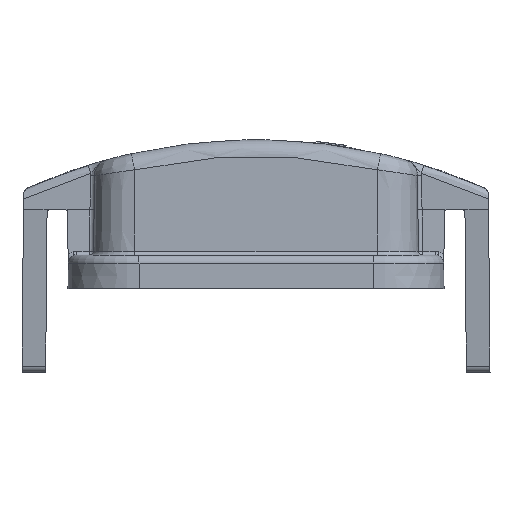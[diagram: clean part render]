
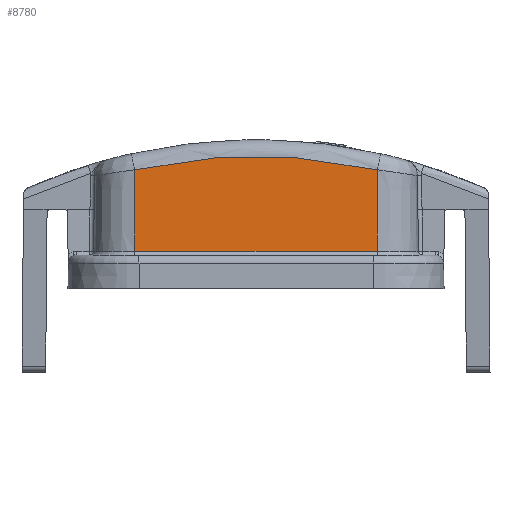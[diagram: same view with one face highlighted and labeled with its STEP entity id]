
A CAD part, front view. The second image highlights one B-rep face of the part: STEP entity #8780.
In plain terms, the highlighted planar face has unit normal (0, -1, 0.014).
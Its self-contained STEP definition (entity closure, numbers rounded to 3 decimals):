
#1090=DIRECTION('',(0.,0.014,1.));
#1091=VECTOR('',#1090,9.768);
#1092=CARTESIAN_POINT('',(57.573,-117.76,4.515));
#1093=LINE('',#1092,#1091);
#1124=DIRECTION('',(1.,0.,0.));
#1125=VECTOR('',#1124,29.145);
#1126=CARTESIAN_POINT('',(28.427,-117.76,4.515));
#1127=LINE('',#1126,#1125);
#1167=DIRECTION('',(0.,-0.014,-1.));
#1168=VECTOR('',#1167,9.768);
#1169=CARTESIAN_POINT('',(28.427,-117.624,14.283));
#1170=LINE('',#1169,#1168);
#1186=CARTESIAN_POINT('',(43.,-118.525,
-50.26));
#1187=DIRECTION('',(0.,1.,-0.014));
#1188=DIRECTION('',(-0.22,0.014,0.975));
#1189=AXIS2_PLACEMENT_3D('',#1186,#1187,#1188);
#6393=CARTESIAN_POINT('',(28.427,-117.624,14.283));
#6394=VERTEX_POINT('',#6393);
#6395=CARTESIAN_POINT('',(57.573,-117.624,14.283));
#6396=VERTEX_POINT('',#6395);
#6397=CARTESIAN_POINT('',(57.573,-117.76,4.515));
#6398=VERTEX_POINT('',#6397);
#6399=CARTESIAN_POINT('',(28.428,-117.76,4.515));
#6400=VERTEX_POINT('',#6399);
#8769=CARTESIAN_POINT('',(26.124,-117.823,0.));
#8770=DIRECTION('',(0.,-1.,0.014));
#8771=DIRECTION('',(1.,0.,0.));
#8772=AXIS2_PLACEMENT_3D('',#8769,#8770,#8771);
#8773=PLANE('',#8772);
#8774=ORIENTED_EDGE('',*,*,#8676,.F.);
#8775=ORIENTED_EDGE('',*,*,#8704,.F.);
#8776=ORIENTED_EDGE('',*,*,#8761,.F.);
#8777=ORIENTED_EDGE('',*,*,#8605,.T.);
#8778=EDGE_LOOP('',(#8774,#8775,#8776,#8777));
#8779=FACE_OUTER_BOUND('',#8778,.F.);
#1190=CIRCLE('',#1189,66.174);
#8605=EDGE_CURVE('',#6394,#6396,#1190,.T.);
#8676=EDGE_CURVE('',#6398,#6396,#1093,.T.);
#8704=EDGE_CURVE('',#6400,#6398,#1127,.T.);
#8761=EDGE_CURVE('',#6394,#6400,#1170,.T.);
#8780=ADVANCED_FACE('',(#8779),#8773,.T.);
